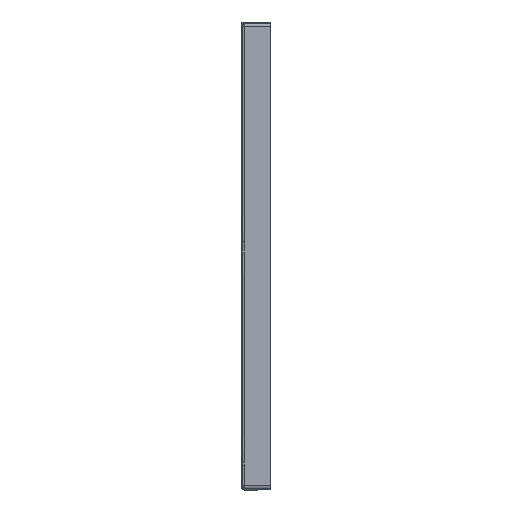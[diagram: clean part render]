
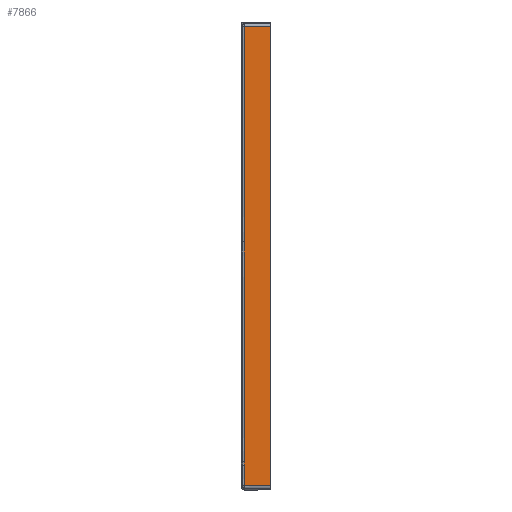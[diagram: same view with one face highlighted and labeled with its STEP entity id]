
A CAD part, left-side view. The second image highlights one B-rep face of the part: STEP entity #7866.
In plain terms, the highlighted planar face has unit normal (-1, 0, 0).
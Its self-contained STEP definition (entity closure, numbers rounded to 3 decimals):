
#1532=CARTESIAN_POINT('',(-850.,-5.107,45.));
#1533=CARTESIAN_POINT('',(-850.,-5.107,44.157));
#1534=CARTESIAN_POINT('',(-850.,-5.107,42.479));
#1535=CARTESIAN_POINT('',(-850.,-5.107,40.819));
#1536=CARTESIAN_POINT('',(-850.,-5.107,39.993));
#1538=CARTESIAN_POINT('',(-850.,-5.049,397.501));
#1539=CARTESIAN_POINT('',(-850.,-5.053,
376.719));
#1540=CARTESIAN_POINT('',(-850.,-5.063,
334.801));
#1541=CARTESIAN_POINT('',(-850.,-5.076,274.924));
#1542=CARTESIAN_POINT('',(-850.,-5.091,
205.876));
#1543=CARTESIAN_POINT('',(-850.,-5.103,
129.779));
#1544=CARTESIAN_POINT('',(-850.,-5.107,
74.073));
#1545=CARTESIAN_POINT('',(-850.,-5.107,45.));
#1547=CARTESIAN_POINT('',(-850.,-5.,743.));
#1548=CARTESIAN_POINT('',(-850.,-5.,735.516));
#1549=CARTESIAN_POINT('',(-850.,-5.,719.958));
#1550=CARTESIAN_POINT('',(-850.,-5.001,696.107));
#1551=CARTESIAN_POINT('',(-850.,-5.003,667.96));
#1552=CARTESIAN_POINT('',(-850.,-5.006,636.633));
#1553=CARTESIAN_POINT('',(-850.,-5.01,602.5));
#1554=CARTESIAN_POINT('',(-850.,-5.015,566.264));
#1555=CARTESIAN_POINT('',(-850.,-5.022,528.505));
#1556=CARTESIAN_POINT('',(-850.,-5.029,488.716));
#1557=CARTESIAN_POINT('',(-850.,-5.038,445.847));
#1558=CARTESIAN_POINT('',(-850.,-5.045,414.084));
#1559=CARTESIAN_POINT('',(-850.,-5.049,397.501));
#1561=DIRECTION('',(0.,-1.,0.));
#1562=VECTOR('',#1561,43.);
#1563=CARTESIAN_POINT('',(-850.,-5.,743.));
#1564=LINE('',#1563,#1562);
#1565=DIRECTION('',(0.,-1.,0.));
#1566=VECTOR('',#1565,42.981);
#1567=CARTESIAN_POINT('',(-850.,-5.019,7.));
#1568=LINE('',#1567,#1566);
#1569=CARTESIAN_POINT('',(-850.,-5.107,39.993));
#1570=CARTESIAN_POINT('',(-850.,-5.098,36.536));
#1571=CARTESIAN_POINT('',(-850.,-5.079,29.485));
#1572=CARTESIAN_POINT('',(-850.,-5.05,18.738));
#1573=CARTESIAN_POINT('',(-850.,-5.029,10.984));
#1574=CARTESIAN_POINT('',(-850.,-5.019,7.));
#2231=DIRECTION('',(0.,0.,1.));
#2232=VECTOR('',#2231,736.);
#2233=CARTESIAN_POINT('',(-850.,-48.,7.));
#2234=LINE('',#2233,#2232);
#4312=CARTESIAN_POINT('',(-850.,-48.,7.));
#4313=CARTESIAN_POINT('',(-850.,-48.,743.));
#4314=VERTEX_POINT('',#4312);
#4315=VERTEX_POINT('',#4313);
#4324=VERTEX_POINT('',#1532);
#4325=VERTEX_POINT('',#1536);
#4326=VERTEX_POINT('',#1538);
#4328=VERTEX_POINT('',#1547);
#4337=CARTESIAN_POINT('',(-850.,-5.019,7.));
#4338=VERTEX_POINT('',#4337);
#7847=CARTESIAN_POINT('',(-850.,0.,0.));
#7848=DIRECTION('',(-1.,0.,0.));
#7849=DIRECTION('',(0.,0.,1.));
#7850=AXIS2_PLACEMENT_3D('',#7847,#7848,#7849);
#7851=PLANE('',#7850);
#7852=ORIENTED_EDGE('',*,*,#7789,.F.);
#7853=ORIENTED_EDGE('',*,*,#7837,.F.);
#7855=ORIENTED_EDGE('',*,*,#7854,.F.);
#7857=ORIENTED_EDGE('',*,*,#7856,.T.);
#7859=ORIENTED_EDGE('',*,*,#7858,.F.);
#7861=ORIENTED_EDGE('',*,*,#7860,.F.);
#7863=ORIENTED_EDGE('',*,*,#7862,.F.);
#7864=EDGE_LOOP('',(#7852,#7853,#7855,#7857,#7859,#7861,#7863));
#7865=FACE_OUTER_BOUND('',#7864,.F.);
#7866=ADVANCED_FACE('',(#7865),#7851,.T.);
#1537=B_SPLINE_CURVE_WITH_KNOTS('',3,(#1532,#1533,#1534,#1535,#1536),
.UNSPECIFIED.,.F.,.F.,(4,1,4),(0.,0.5,1.),.UNSPECIFIED.);
#1546=B_SPLINE_CURVE_WITH_KNOTS('',3,(#1538,#1539,#1540,#1541,#1542,#1543,#1544,
#1545),.UNSPECIFIED.,.F.,.F.,(4,1,1,1,1,4),(0.,0.2,0.4,0.6,0.8,1.),
.UNSPECIFIED.);
#1560=B_SPLINE_CURVE_WITH_KNOTS('',3,(#1547,#1548,#1549,#1550,#1551,#1552,#1553,
#1554,#1555,#1556,#1557,#1558,#1559),.UNSPECIFIED.,.F.,.F.,(4,1,1,1,1,1,1,1,1,1,
4),(0.,0.1,0.2,0.3,0.4,0.5,0.6,0.7,0.8,0.9,1.),
.UNSPECIFIED.);
#1575=B_SPLINE_CURVE_WITH_KNOTS('',3,(#1569,#1570,#1571,#1572,#1573,#1574),
.UNSPECIFIED.,.F.,.F.,(4,1,1,4),(0.,0.333,0.667,1.),
.UNSPECIFIED.);
#7789=EDGE_CURVE('',#4324,#4325,#1537,.T.);
#7837=EDGE_CURVE('',#4326,#4324,#1546,.T.);
#7854=EDGE_CURVE('',#4328,#4326,#1560,.T.);
#7856=EDGE_CURVE('',#4328,#4315,#1564,.T.);
#7858=EDGE_CURVE('',#4314,#4315,#2234,.T.);
#7860=EDGE_CURVE('',#4338,#4314,#1568,.T.);
#7862=EDGE_CURVE('',#4325,#4338,#1575,.T.);
